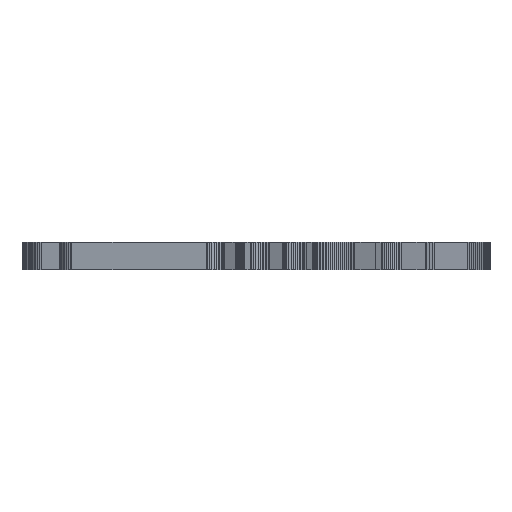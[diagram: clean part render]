
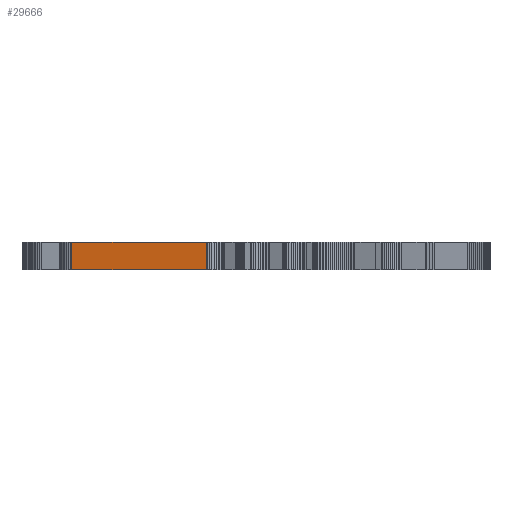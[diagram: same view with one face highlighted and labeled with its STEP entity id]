
A CAD part, left-side view. The second image highlights one B-rep face of the part: STEP entity #29666.
In plain terms, the highlighted planar face has unit normal (-0.982, 0.191, 0).
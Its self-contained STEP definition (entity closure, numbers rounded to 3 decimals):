
#1363=PLANE('',#31196);
#2821=FACE_OUTER_BOUND('',#4334,.T.);
#4334=EDGE_LOOP('',(#26525,#26526,#26527,#26528));
#4972=LINE('',#39608,#9133);
#8359=LINE('',#46469,#12520);
#8360=LINE('',#46472,#12521);
#8361=LINE('',#46473,#12522);
#9133=VECTOR('',#31954,10.);
#12520=VECTOR('',#37979,10.);
#12521=VECTOR('',#37982,10.);
#12522=VECTOR('',#37983,10.);
#13369=VERTEX_POINT('',#39605);
#13370=VERTEX_POINT('',#39607);
#15525=VERTEX_POINT('',#46467);
#15526=VERTEX_POINT('',#46471);
#16194=EDGE_CURVE('',#13369,#13370,#4972,.T.);
#19607=EDGE_CURVE('',#13369,#15525,#8359,.T.);
#19608=EDGE_CURVE('',#15526,#15525,#8360,.T.);
#19609=EDGE_CURVE('',#13370,#15526,#8361,.T.);
#26525=ORIENTED_EDGE('',*,*,#16194,.F.);
#26526=ORIENTED_EDGE('',*,*,#19607,.T.);
#26527=ORIENTED_EDGE('',*,*,#19608,.F.);
#26528=ORIENTED_EDGE('',*,*,#19609,.F.);
#29666=ADVANCED_FACE('',(#2821),#1363,.T.);
#31196=AXIS2_PLACEMENT_3D('',#46470,#37980,#37981);
#31954=DIRECTION('',(0.191,0.982,0.));
#37979=DIRECTION('',(0.,0.,1.));
#37980=DIRECTION('center_axis',(-0.982,0.191,0.));
#37981=DIRECTION('ref_axis',(-0.191,-0.982,0.));
#37982=DIRECTION('',(-0.191,-0.982,0.));
#37983=DIRECTION('',(0.,0.,1.));
#39605=CARTESIAN_POINT('',(19.304,-83.483,0.));
#39607=CARTESIAN_POINT('',(26.035,-48.835,0.));
#39608=CARTESIAN_POINT('',(19.304,-83.483,0.));
#46467=CARTESIAN_POINT('',(19.304,-83.483,7.));
#46469=CARTESIAN_POINT('',(19.304,-83.483,0.));
#46470=CARTESIAN_POINT('Origin',(26.035,-48.835,0.));
#46471=CARTESIAN_POINT('',(26.035,-48.835,7.));
#46472=CARTESIAN_POINT('',(19.304,-83.483,7.));
#46473=CARTESIAN_POINT('',(26.035,-48.835,0.));
